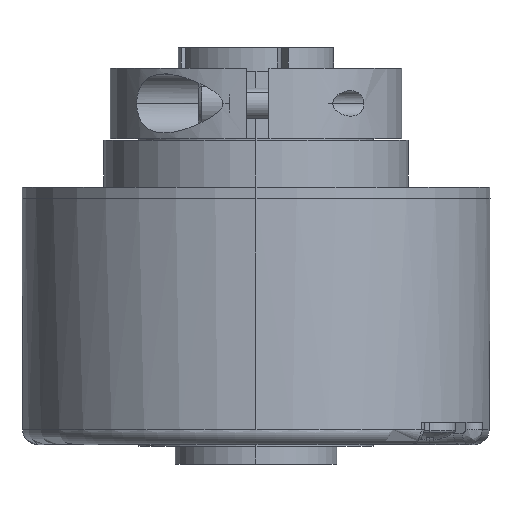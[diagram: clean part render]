
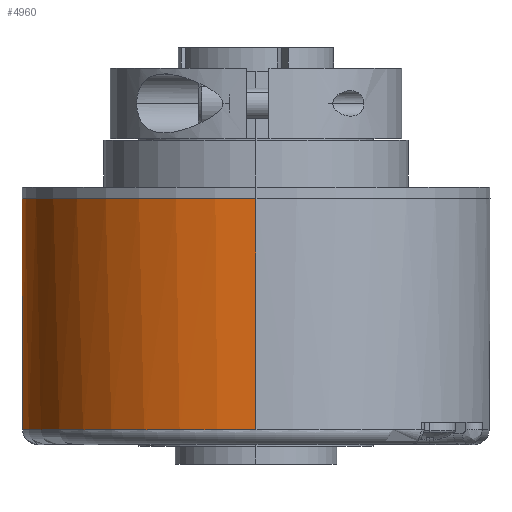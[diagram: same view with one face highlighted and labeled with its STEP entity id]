
A CAD part, left-side view. The second image highlights one B-rep face of the part: STEP entity #4960.
In plain terms, the highlighted cylindrical face has radius 31.75 mm (diameter 63.5 mm), a partial arc.
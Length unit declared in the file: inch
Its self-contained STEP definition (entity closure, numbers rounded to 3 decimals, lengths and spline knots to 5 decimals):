
#206 = LINE ( 'NONE', #9914, #9412 ) ;
#359 = DIRECTION ( 'NONE',  ( 0., 0., -1. ) ) ;
#555 = CARTESIAN_POINT ( 'NONE',  ( 1.12025, 0.55457, -0.31675 ) ) ;
#852 = DIRECTION ( 'NONE',  ( 0., 0., 1. ) ) ;
#958 = AXIS2_PLACEMENT_3D ( 'NONE', #7232, #9567, #4142 ) ;
#1001 = AXIS2_PLACEMENT_3D ( 'NONE', #8740, #4326, #10822 ) ;
#1019 = AXIS2_PLACEMENT_3D ( 'NONE', #2760, #2812, #13750 ) ;
#1049 = VERTEX_POINT ( 'NONE', #4433 ) ;
#1258 = ORIENTED_EDGE ( 'NONE', *, *, #2803, .F. ) ;
#1268 = CARTESIAN_POINT ( 'NONE',  ( 1.25, 0., -0.062 ) ) ;
#1402 = DIRECTION ( 'NONE',  ( -1., 0., 0. ) ) ;
#1403 = CARTESIAN_POINT ( 'NONE',  ( 0.88542, 0.88234, -1.255 ) ) ;
#1427 = CARTESIAN_POINT ( 'NONE',  ( 0., 0., -0.062 ) ) ;
#1452 = DIRECTION ( 'NONE',  ( 0., 0., 1. ) ) ;
#1795 = ORIENTED_EDGE ( 'NONE', *, *, #10439, .T. ) ;
#1800 = VERTEX_POINT ( 'NONE', #1403 ) ;
#1891 = AXIS2_PLACEMENT_3D ( 'NONE', #2184, #3246, #6556 ) ;
#2184 = CARTESIAN_POINT ( 'NONE',  ( 0., 0., -0.265 ) ) ;
#2285 = DIRECTION ( 'NONE',  ( 0., 0., 1. ) ) ;
#2287 = EDGE_CURVE ( 'NONE', #2622, #11207, #7303, .T. ) ;
#2511 = CARTESIAN_POINT ( 'NONE',  ( 1.25, 0., 1.53721 ) ) ;
#2622 = VERTEX_POINT ( 'NONE', #12510 ) ;
#2650 = ORIENTED_EDGE ( 'NONE', *, *, #12824, .T. ) ;
#2721 = CARTESIAN_POINT ( 'NONE',  ( 1.12635, 0.5421, -0.28703 ) ) ;
#2760 = CARTESIAN_POINT ( 'NONE',  ( 0., 0., 1.53721 ) ) ;
#2803 = EDGE_CURVE ( 'NONE', #4711, #9293, #13556, .T. ) ;
#2812 = DIRECTION ( 'NONE',  ( 0., 0., 1. ) ) ;
#2885 = ORIENTED_EDGE ( 'NONE', *, *, #14077, .F. ) ;
#2909 = ORIENTED_EDGE ( 'NONE', *, *, #11087, .F. ) ;
#3098 = CYLINDRICAL_SURFACE ( 'NONE', #1019, 1.25 ) ;
#3106 = VERTEX_POINT ( 'NONE', #1268 ) ;
#3193 = EDGE_CURVE ( 'NONE', #9293, #7216, #4454, .T. ) ;
#3246 = DIRECTION ( 'NONE',  ( 0., 0., -1. ) ) ;
#3545 = VERTEX_POINT ( 'NONE', #5474 ) ;
#3722 = CARTESIAN_POINT ( 'NONE',  ( 1.13036, 0.53367, -0.27896 ) ) ;
#3821 = CARTESIAN_POINT ( 'NONE',  ( 1.12003, 0.555, -0.325 ) ) ;
#4142 = DIRECTION ( 'NONE',  ( 1., 0., 0. ) ) ;
#4239 = CARTESIAN_POINT ( 'NONE',  ( 1.14781, 0.495, -0.265 ) ) ;
#4256 = AXIS2_PLACEMENT_3D ( 'NONE', #1427, #11234, #6716 ) ;
#4326 = DIRECTION ( 'NONE',  ( 0., 0., 1. ) ) ;
#4433 = CARTESIAN_POINT ( 'NONE',  ( 0.88542, 0.88234, -1.295 ) ) ;
#4454 = B_SPLINE_CURVE_WITH_KNOTS ( 'NONE', 3,
 ( #3821, #9147, #555, #10225, #5892, #8135, #2721, #3722, #9189, #13525, #11312, #12443, #10314, #11402 ),
 .UNSPECIFIED., .F., .F.,
 ( 4, 2, 2, 2, 2, 2, 4 ),
 ( 0., 0.00031, 0.00063, 0.00125, 0.00156, 0.00188, 0.0025 ),
 .UNSPECIFIED. ) ;
#4614 = ORIENTED_EDGE ( 'NONE', *, *, #6705, .T. ) ;
#4711 = VERTEX_POINT ( 'NONE', #13836 ) ;
#4754 = CIRCLE ( 'NONE', #958, 1.25 ) ;
#4960 = ADVANCED_FACE ( 'NONE', ( #8696 ), #3098, .T. ) ;
#4966 = VECTOR ( 'NONE', #2285, 39.37008 ) ;
#4970 = VERTEX_POINT ( 'NONE', #12676 ) ;
#5474 = CARTESIAN_POINT ( 'NONE',  ( 0.32142, 1.20797, -1.255 ) ) ;
#5673 = VECTOR ( 'NONE', #1452, 39.37008 ) ;
#5822 = LINE ( 'NONE', #8812, #4966 ) ;
#5892 = CARTESIAN_POINT ( 'NONE',  ( 1.1217, 0.55164, -0.30479 ) ) ;
#6485 = CARTESIAN_POINT ( 'NONE',  ( 1.25, 0., -0.265 ) ) ;
#6536 = DIRECTION ( 'NONE',  ( 0., 0., -1. ) ) ;
#6556 = DIRECTION ( 'NONE',  ( 1., 0., 0. ) ) ;
#6705 = EDGE_CURVE ( 'NONE', #4711, #1049, #4754, .T. ) ;
#6716 = DIRECTION ( 'NONE',  ( -1., 0., 0. ) ) ;
#7216 = VERTEX_POINT ( 'NONE', #4239 ) ;
#7232 = CARTESIAN_POINT ( 'NONE',  ( 0., 0., -1.295 ) ) ;
#7303 = CIRCLE ( 'NONE', #1001, 1.25 ) ;
#7630 = CARTESIAN_POINT ( 'NONE',  ( -1.25, 0., 1.53721 ) ) ;
#7642 = ORIENTED_EDGE ( 'NONE', *, *, #12434, .T. ) ;
#7925 = CARTESIAN_POINT ( 'NONE',  ( 0., 0., -1.255 ) ) ;
#8135 = CARTESIAN_POINT ( 'NONE',  ( 1.12406, 0.54681, -0.29367 ) ) ;
#8209 = VERTEX_POINT ( 'NONE', #6485 ) ;
#8696 = FACE_OUTER_BOUND ( 'NONE', #11607, .T. ) ;
#8740 = CARTESIAN_POINT ( 'NONE',  ( 0., 0., -1.295 ) ) ;
#8812 = CARTESIAN_POINT ( 'NONE',  ( 0.88542, 0.88234, 1.53721 ) ) ;
#9147 = CARTESIAN_POINT ( 'NONE',  ( 1.12003, 0.555, -0.32083 ) ) ;
#9189 = CARTESIAN_POINT ( 'NONE',  ( 1.13181, 0.53058, -0.27654 ) ) ;
#9293 = VERTEX_POINT ( 'NONE', #11891 ) ;
#9412 = VECTOR ( 'NONE', #6536, 39.37008 ) ;
#9517 = ORIENTED_EDGE ( 'NONE', *, *, #3193, .F. ) ;
#9567 = DIRECTION ( 'NONE',  ( 0., 0., 1. ) ) ;
#9617 = VECTOR ( 'NONE', #10813, 39.37008 ) ;
#9753 = CIRCLE ( 'NONE', #4256, 1.25 ) ;
#9914 = CARTESIAN_POINT ( 'NONE',  ( 0.32142, 1.20797, 1.53721 ) ) ;
#10213 = CARTESIAN_POINT ( 'NONE',  ( -1.25, 0., -1.295 ) ) ;
#10225 = CARTESIAN_POINT ( 'NONE',  ( 1.12107, 0.5529, -0.30874 ) ) ;
#10256 = ORIENTED_EDGE ( 'NONE', *, *, #2287, .T. ) ;
#10314 = CARTESIAN_POINT ( 'NONE',  ( 1.14452, 0.50263, -0.265 ) ) ;
#10439 = EDGE_CURVE ( 'NONE', #11207, #4970, #12473, .T. ) ;
#10813 = DIRECTION ( 'NONE',  ( 0., 0., 1. ) ) ;
#10822 = DIRECTION ( 'NONE',  ( 1., 0., 0. ) ) ;
#11087 = EDGE_CURVE ( 'NONE', #3545, #1800, #11451, .T. ) ;
#11177 = EDGE_CURVE ( 'NONE', #8209, #3106, #13806, .T. ) ;
#11207 = VERTEX_POINT ( 'NONE', #10213 ) ;
#11234 = DIRECTION ( 'NONE',  ( 0., 0., -1. ) ) ;
#11312 = CARTESIAN_POINT ( 'NONE',  ( 1.13638, 0.52073, -0.27067 ) ) ;
#11402 = CARTESIAN_POINT ( 'NONE',  ( 1.14781, 0.495, -0.265 ) ) ;
#11451 = CIRCLE ( 'NONE', #13590, 1.25 ) ;
#11607 = EDGE_LOOP ( 'NONE', ( #10256, #1795, #7642, #12163, #2885, #9517, #1258, #4614, #2650, #2909, #13755 ) ) ;
#11845 = CARTESIAN_POINT ( 'NONE',  ( 1.12003, 0.555, 1.53721 ) ) ;
#11891 = CARTESIAN_POINT ( 'NONE',  ( 1.12003, 0.555, -0.325 ) ) ;
#12163 = ORIENTED_EDGE ( 'NONE', *, *, #11177, .F. ) ;
#12203 = VECTOR ( 'NONE', #852, 39.37008 ) ;
#12269 = EDGE_CURVE ( 'NONE', #3545, #2622, #206, .T. ) ;
#12434 = EDGE_CURVE ( 'NONE', #4970, #3106, #9753, .T. ) ;
#12443 = CARTESIAN_POINT ( 'NONE',  ( 1.14119, 0.51014, -0.26645 ) ) ;
#12473 = LINE ( 'NONE', #7630, #9617 ) ;
#12506 = CIRCLE ( 'NONE', #1891, 1.25 ) ;
#12510 = CARTESIAN_POINT ( 'NONE',  ( 0.32142, 1.20797, -1.295 ) ) ;
#12676 = CARTESIAN_POINT ( 'NONE',  ( -1.25, 0., -0.062 ) ) ;
#12824 = EDGE_CURVE ( 'NONE', #1049, #1800, #5822, .T. ) ;
#13525 = CARTESIAN_POINT ( 'NONE',  ( 1.13482, 0.52412, -0.2724 ) ) ;
#13556 = LINE ( 'NONE', #11845, #12203 ) ;
#13590 = AXIS2_PLACEMENT_3D ( 'NONE', #7925, #359, #1402 ) ;
#13750 = DIRECTION ( 'NONE',  ( 1., 0., 0. ) ) ;
#13755 = ORIENTED_EDGE ( 'NONE', *, *, #12269, .T. ) ;
#13806 = LINE ( 'NONE', #2511, #5673 ) ;
#13836 = CARTESIAN_POINT ( 'NONE',  ( 1.12003, 0.555, -1.295 ) ) ;
#14077 = EDGE_CURVE ( 'NONE', #7216, #8209, #12506, .T. ) ;
